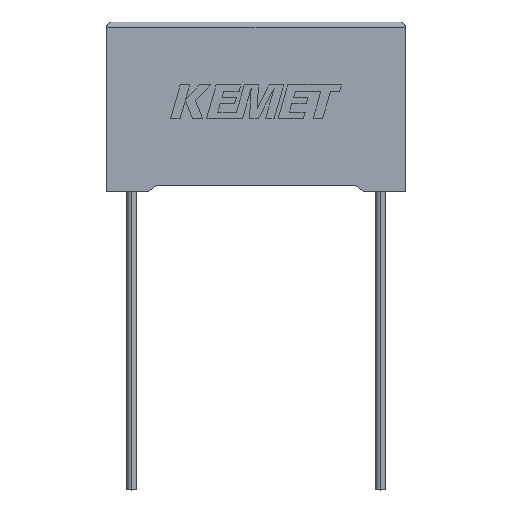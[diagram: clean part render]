
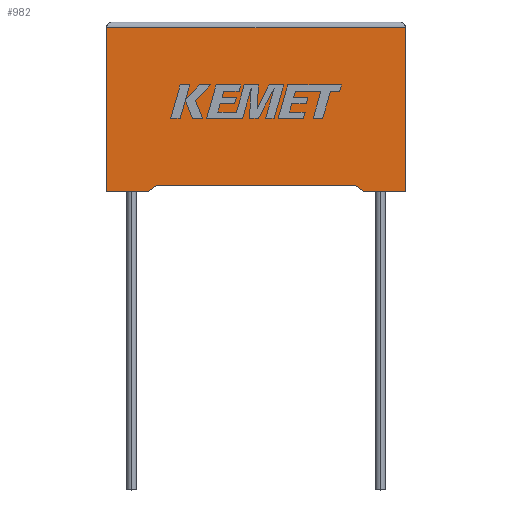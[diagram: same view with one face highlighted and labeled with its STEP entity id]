
A CAD part, top view. The second image highlights one B-rep face of the part: STEP entity #982.
In plain terms, the highlighted planar face has unit normal (0, 0, 1).
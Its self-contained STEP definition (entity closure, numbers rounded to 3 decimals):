
#45 = DIRECTION ( 'NONE',  ( -1., 0., 0. ) ) ;
#163 = CARTESIAN_POINT ( 'NONE',  ( 0., 0., 6.3 ) ) ;
#198 = EDGE_CURVE ( 'NONE', #2605, #2499, #1840, .T. ) ;
#199 = VERTEX_POINT ( 'NONE', #1425 ) ;
#213 = ORIENTED_EDGE ( 'NONE', *, *, #1695, .F. ) ;
#225 = DIRECTION ( 'NONE',  ( 1., 0., 0. ) ) ;
#332 = CARTESIAN_POINT ( 'NONE',  ( 22.5, 0.528, 6.3 ) ) ;
#434 = EDGE_CURVE ( 'NONE', #640, #2605, #1572, .T. ) ;
#471 = CARTESIAN_POINT ( 'NONE',  ( 27., 0., 6.3 ) ) ;
#484 = LINE ( 'NONE', #2786, #1882 ) ;
#514 = ORIENTED_EDGE ( 'NONE', *, *, #198, .T. ) ;
#519 = CARTESIAN_POINT ( 'NONE',  ( 0., 14.8, 6.3 ) ) ;
#543 = LINE ( 'NONE', #1484, #770 ) ;
#640 = VERTEX_POINT ( 'NONE', #332 ) ;
#712 = CARTESIAN_POINT ( 'NONE',  ( 0., 0., 6.3 ) ) ;
#770 = VECTOR ( 'NONE', #2401, 1000. ) ;
#816 = VECTOR ( 'NONE', #2513, 1000. ) ;
#850 = EDGE_CURVE ( 'NONE', #1086, #199, #484, .T. ) ;
#856 = EDGE_LOOP ( 'NONE', ( #1115, #2538, #2689, #2983, #958, #213, #1806, #514 ) ) ;
#877 = DIRECTION ( 'NONE',  ( 0.818, -0.575, 0. ) ) ;
#881 = EDGE_CURVE ( 'NONE', #1038, #199, #1361, .T. ) ;
#958 = ORIENTED_EDGE ( 'NONE', *, *, #850, .F. ) ;
#982 = ADVANCED_FACE ( 'NONE', ( #1057 ), #2702, .F. ) ;
#1038 = VERTEX_POINT ( 'NONE', #3013 ) ;
#1057 = FACE_OUTER_BOUND ( 'NONE', #856, .T. ) ;
#1086 = VERTEX_POINT ( 'NONE', #1815 ) ;
#1091 = EDGE_CURVE ( 'NONE', #2499, #1532, #2751, .T. ) ;
#1115 = ORIENTED_EDGE ( 'NONE', *, *, #1091, .T. ) ;
#1125 = DIRECTION ( 'NONE',  ( 0., 0., -1. ) ) ;
#1138 = DIRECTION ( 'NONE',  ( -1., 0., 0. ) ) ;
#1218 = LINE ( 'NONE', #2609, #2125 ) ;
#1293 = EDGE_CURVE ( 'NONE', #2451, #1038, #1827, .T. ) ;
#1361 = LINE ( 'NONE', #2528, #2977 ) ;
#1418 = DIRECTION ( 'NONE',  ( -0.818, -0.575, 0. ) ) ;
#1425 = CARTESIAN_POINT ( 'NONE',  ( 3.75, 0., 6.3 ) ) ;
#1471 = CARTESIAN_POINT ( 'NONE',  ( 27., 0., 6.3 ) ) ;
#1484 = CARTESIAN_POINT ( 'NONE',  ( 13.5, 0.528, 6.3 ) ) ;
#1532 = VERTEX_POINT ( 'NONE', #2908 ) ;
#1572 = LINE ( 'NONE', #2467, #2076 ) ;
#1616 = DIRECTION ( 'NONE',  ( 1., 0., 0. ) ) ;
#1695 = EDGE_CURVE ( 'NONE', #640, #1086, #543, .T. ) ;
#1806 = ORIENTED_EDGE ( 'NONE', *, *, #434, .T. ) ;
#1815 = CARTESIAN_POINT ( 'NONE',  ( 4.5, 0.528, 6.3 ) ) ;
#1827 = LINE ( 'NONE', #163, #2359 ) ;
#1840 = LINE ( 'NONE', #1895, #2157 ) ;
#1882 = VECTOR ( 'NONE', #1418, 1000. ) ;
#1895 = CARTESIAN_POINT ( 'NONE',  ( 0., 0., 6.3 ) ) ;
#2002 = CARTESIAN_POINT ( 'NONE',  ( 23.25, 0., 6.3 ) ) ;
#2076 = VECTOR ( 'NONE', #877, 1000. ) ;
#2125 = VECTOR ( 'NONE', #45, 1000. ) ;
#2157 = VECTOR ( 'NONE', #225, 1000. ) ;
#2275 = DIRECTION ( 'NONE',  ( 0., -1., 0. ) ) ;
#2313 = AXIS2_PLACEMENT_3D ( 'NONE', #712, #1125, #1138 ) ;
#2359 = VECTOR ( 'NONE', #2275, 1000. ) ;
#2401 = DIRECTION ( 'NONE',  ( -1., 0., 0. ) ) ;
#2451 = VERTEX_POINT ( 'NONE', #519 ) ;
#2467 = CARTESIAN_POINT ( 'NONE',  ( 23.25, 0., 6.3 ) ) ;
#2499 = VERTEX_POINT ( 'NONE', #1471 ) ;
#2513 = DIRECTION ( 'NONE',  ( 0., 1., 0. ) ) ;
#2515 = EDGE_CURVE ( 'NONE', #1532, #2451, #1218, .T. ) ;
#2528 = CARTESIAN_POINT ( 'NONE',  ( 0., 0., 6.3 ) ) ;
#2538 = ORIENTED_EDGE ( 'NONE', *, *, #2515, .T. ) ;
#2605 = VERTEX_POINT ( 'NONE', #2002 ) ;
#2609 = CARTESIAN_POINT ( 'NONE',  ( 0., 14.8, 6.3 ) ) ;
#2689 = ORIENTED_EDGE ( 'NONE', *, *, #1293, .T. ) ;
#2702 = PLANE ( 'NONE',  #2313 ) ;
#2751 = LINE ( 'NONE', #471, #816 ) ;
#2786 = CARTESIAN_POINT ( 'NONE',  ( 3.75, 0., 6.3 ) ) ;
#2908 = CARTESIAN_POINT ( 'NONE',  ( 27., 14.8, 6.3 ) ) ;
#2977 = VECTOR ( 'NONE', #1616, 1000. ) ;
#2983 = ORIENTED_EDGE ( 'NONE', *, *, #881, .T. ) ;
#3013 = CARTESIAN_POINT ( 'NONE',  ( 0., 0., 6.3 ) ) ;
